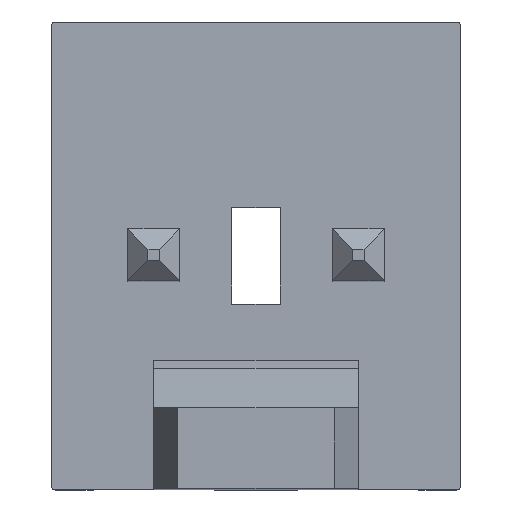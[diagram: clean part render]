
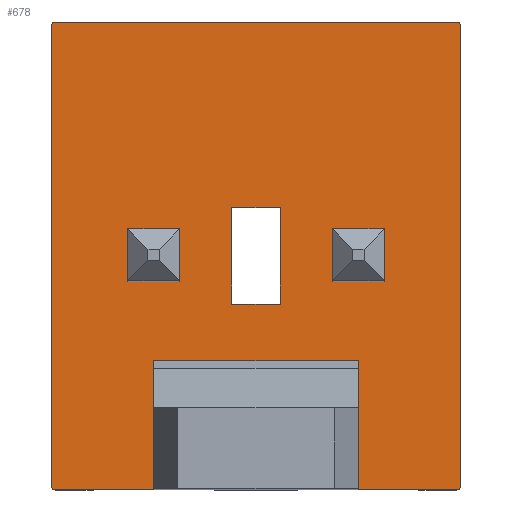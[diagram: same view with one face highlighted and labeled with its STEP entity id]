
A CAD part, top view. The second image highlights one B-rep face of the part: STEP entity #678.
In plain terms, the highlighted planar face has unit normal (0, 0, 1).
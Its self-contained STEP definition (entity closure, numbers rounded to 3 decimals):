
#147 = VERTEX_POINT('',#148);
#148 = CARTESIAN_POINT('',(3.76,-2.9,3.17));
#154 = EDGE_CURVE('',#155,#147,#157,.T.);
#155 = VERTEX_POINT('',#156);
#156 = CARTESIAN_POINT('',(2.54,-2.9,3.17));
#157 = LINE('',#158,#159);
#158 = CARTESIAN_POINT('',(-1.27,-2.9,3.17));
#159 = VECTOR('',#160,1.);
#160 = DIRECTION('',(1.,0.,0.));
#186 = VERTEX_POINT('',#187);
#187 = CARTESIAN_POINT('',(0.,-2.9,3.17));
#193 = EDGE_CURVE('',#194,#186,#196,.T.);
#194 = VERTEX_POINT('',#195);
#195 = CARTESIAN_POINT('',(-1.22,-2.9,3.17));
#196 = LINE('',#197,#198);
#197 = CARTESIAN_POINT('',(-1.27,-2.9,3.17));
#198 = VECTOR('',#199,1.);
#199 = DIRECTION('',(1.,0.,0.));
#659 = VERTEX_POINT('',#660);
#660 = CARTESIAN_POINT('',(3.81,-2.85,3.17));
#666 = EDGE_CURVE('',#147,#659,#667,.T.);
#667 = CIRCLE('',#668,0.05);
#668 = AXIS2_PLACEMENT_3D('',#669,#670,#671);
#669 = CARTESIAN_POINT('',(3.76,-2.85,3.17));
#670 = DIRECTION('',(-0.,0.,1.));
#671 = DIRECTION('',(0.,-1.,0.));
#678 = ADVANCED_FACE('',(#679,#755,#789,#823),#857,.F.);
#679 = FACE_BOUND('',#680,.F.);
#680 = EDGE_LOOP('',(#681,#682,#691,#699,#708,#716,#725,#731,#732,#733,
#741,#749));
#681 = ORIENTED_EDGE('',*,*,#193,.F.);
#682 = ORIENTED_EDGE('',*,*,#683,.T.);
#683 = EDGE_CURVE('',#194,#684,#686,.T.);
#684 = VERTEX_POINT('',#685);
#685 = CARTESIAN_POINT('',(-1.27,-2.85,3.17));
#686 = CIRCLE('',#687,0.05);
#687 = AXIS2_PLACEMENT_3D('',#688,#689,#690);
#688 = CARTESIAN_POINT('',(-1.22,-2.85,3.17));
#689 = DIRECTION('',(-0.,-0.,-1.));
#690 = DIRECTION('',(0.,-1.,0.));
#691 = ORIENTED_EDGE('',*,*,#692,.F.);
#692 = EDGE_CURVE('',#693,#684,#695,.T.);
#693 = VERTEX_POINT('',#694);
#694 = CARTESIAN_POINT('',(-1.27,2.85,3.17));
#695 = LINE('',#696,#697);
#696 = CARTESIAN_POINT('',(-1.27,2.9,3.17));
#697 = VECTOR('',#698,1.);
#698 = DIRECTION('',(0.,-1.,0.));
#699 = ORIENTED_EDGE('',*,*,#700,.F.);
#700 = EDGE_CURVE('',#701,#693,#703,.T.);
#701 = VERTEX_POINT('',#702);
#702 = CARTESIAN_POINT('',(-1.22,2.9,3.17));
#703 = CIRCLE('',#704,0.05);
#704 = AXIS2_PLACEMENT_3D('',#705,#706,#707);
#705 = CARTESIAN_POINT('',(-1.22,2.85,3.17));
#706 = DIRECTION('',(-0.,0.,1.));
#707 = DIRECTION('',(0.,-1.,0.));
#708 = ORIENTED_EDGE('',*,*,#709,.F.);
#709 = EDGE_CURVE('',#710,#701,#712,.T.);
#710 = VERTEX_POINT('',#711);
#711 = CARTESIAN_POINT('',(3.76,2.9,3.17));
#712 = LINE('',#713,#714);
#713 = CARTESIAN_POINT('',(3.81,2.9,3.17));
#714 = VECTOR('',#715,1.);
#715 = DIRECTION('',(-1.,0.,0.));
#716 = ORIENTED_EDGE('',*,*,#717,.F.);
#717 = EDGE_CURVE('',#718,#710,#720,.T.);
#718 = VERTEX_POINT('',#719);
#719 = CARTESIAN_POINT('',(3.81,2.85,3.17));
#720 = CIRCLE('',#721,0.05);
#721 = AXIS2_PLACEMENT_3D('',#722,#723,#724);
#722 = CARTESIAN_POINT('',(3.76,2.85,3.17));
#723 = DIRECTION('',(-0.,0.,1.));
#724 = DIRECTION('',(0.,-1.,0.));
#725 = ORIENTED_EDGE('',*,*,#726,.F.);
#726 = EDGE_CURVE('',#659,#718,#727,.T.);
#727 = LINE('',#728,#729);
#728 = CARTESIAN_POINT('',(3.81,-2.9,3.17));
#729 = VECTOR('',#730,1.);
#730 = DIRECTION('',(0.,1.,0.));
#731 = ORIENTED_EDGE('',*,*,#666,.F.);
#732 = ORIENTED_EDGE('',*,*,#154,.F.);
#733 = ORIENTED_EDGE('',*,*,#734,.F.);
#734 = EDGE_CURVE('',#735,#155,#737,.T.);
#735 = VERTEX_POINT('',#736);
#736 = CARTESIAN_POINT('',(2.54,-1.3,3.17));
#737 = LINE('',#738,#739);
#738 = CARTESIAN_POINT('',(2.54,-1.3,3.17));
#739 = VECTOR('',#740,1.);
#740 = DIRECTION('',(0.,-1.,0.));
#741 = ORIENTED_EDGE('',*,*,#742,.T.);
#742 = EDGE_CURVE('',#735,#743,#745,.T.);
#743 = VERTEX_POINT('',#744);
#744 = CARTESIAN_POINT('',(0.,-1.3,3.17));
#745 = LINE('',#746,#747);
#746 = CARTESIAN_POINT('',(1.27,-1.3,3.17));
#747 = VECTOR('',#748,1.);
#748 = DIRECTION('',(-1.,-0.,-0.));
#749 = ORIENTED_EDGE('',*,*,#750,.T.);
#750 = EDGE_CURVE('',#743,#186,#751,.T.);
#751 = LINE('',#752,#753);
#752 = CARTESIAN_POINT('',(0.,-1.3,3.17));
#753 = VECTOR('',#754,1.);
#754 = DIRECTION('',(-0.,-1.,-0.));
#755 = FACE_BOUND('',#756,.F.);
#756 = EDGE_LOOP('',(#757,#767,#775,#783));
#757 = ORIENTED_EDGE('',*,*,#758,.F.);
#758 = EDGE_CURVE('',#759,#761,#763,.T.);
#759 = VERTEX_POINT('',#760);
#760 = CARTESIAN_POINT('',(2.22,-0.32,3.17));
#761 = VERTEX_POINT('',#762);
#762 = CARTESIAN_POINT('',(2.22,0.32,3.17));
#763 = LINE('',#764,#765);
#764 = CARTESIAN_POINT('',(2.22,-1.61,3.17));
#765 = VECTOR('',#766,1.);
#766 = DIRECTION('',(0.,1.,0.));
#767 = ORIENTED_EDGE('',*,*,#768,.T.);
#768 = EDGE_CURVE('',#759,#769,#771,.T.);
#769 = VERTEX_POINT('',#770);
#770 = CARTESIAN_POINT('',(2.86,-0.32,3.17));
#771 = LINE('',#772,#773);
#772 = CARTESIAN_POINT('',(0.475,-0.32,3.17));
#773 = VECTOR('',#774,1.);
#774 = DIRECTION('',(1.,-0.,0.));
#775 = ORIENTED_EDGE('',*,*,#776,.T.);
#776 = EDGE_CURVE('',#769,#777,#779,.T.);
#777 = VERTEX_POINT('',#778);
#778 = CARTESIAN_POINT('',(2.86,0.32,3.17));
#779 = LINE('',#780,#781);
#780 = CARTESIAN_POINT('',(2.86,-1.61,3.17));
#781 = VECTOR('',#782,1.);
#782 = DIRECTION('',(0.,1.,0.));
#783 = ORIENTED_EDGE('',*,*,#784,.T.);
#784 = EDGE_CURVE('',#777,#761,#785,.T.);
#785 = LINE('',#786,#787);
#786 = CARTESIAN_POINT('',(0.475,0.32,3.17));
#787 = VECTOR('',#788,1.);
#788 = DIRECTION('',(-1.,-0.,-0.));
#789 = FACE_BOUND('',#790,.F.);
#790 = EDGE_LOOP('',(#791,#801,#809,#817));
#791 = ORIENTED_EDGE('',*,*,#792,.T.);
#792 = EDGE_CURVE('',#793,#795,#797,.T.);
#793 = VERTEX_POINT('',#794);
#794 = CARTESIAN_POINT('',(0.97,-0.6,3.17));
#795 = VERTEX_POINT('',#796);
#796 = CARTESIAN_POINT('',(1.57,-0.6,3.17));
#797 = LINE('',#798,#799);
#798 = CARTESIAN_POINT('',(0.97,-0.6,3.17));
#799 = VECTOR('',#800,1.);
#800 = DIRECTION('',(1.,0.,0.));
#801 = ORIENTED_EDGE('',*,*,#802,.T.);
#802 = EDGE_CURVE('',#795,#803,#805,.T.);
#803 = VERTEX_POINT('',#804);
#804 = CARTESIAN_POINT('',(1.57,0.6,3.17));
#805 = LINE('',#806,#807);
#806 = CARTESIAN_POINT('',(1.57,-0.6,3.17));
#807 = VECTOR('',#808,1.);
#808 = DIRECTION('',(0.,1.,0.));
#809 = ORIENTED_EDGE('',*,*,#810,.T.);
#810 = EDGE_CURVE('',#803,#811,#813,.T.);
#811 = VERTEX_POINT('',#812);
#812 = CARTESIAN_POINT('',(0.97,0.6,3.17));
#813 = LINE('',#814,#815);
#814 = CARTESIAN_POINT('',(1.57,0.6,3.17));
#815 = VECTOR('',#816,1.);
#816 = DIRECTION('',(-1.,0.,0.));
#817 = ORIENTED_EDGE('',*,*,#818,.T.);
#818 = EDGE_CURVE('',#811,#793,#819,.T.);
#819 = LINE('',#820,#821);
#820 = CARTESIAN_POINT('',(0.97,0.6,3.17));
#821 = VECTOR('',#822,1.);
#822 = DIRECTION('',(0.,-1.,0.));
#823 = FACE_BOUND('',#824,.F.);
#824 = EDGE_LOOP('',(#825,#835,#843,#851));
#825 = ORIENTED_EDGE('',*,*,#826,.T.);
#826 = EDGE_CURVE('',#827,#829,#831,.T.);
#827 = VERTEX_POINT('',#828);
#828 = CARTESIAN_POINT('',(-0.32,-0.32,3.17));
#829 = VERTEX_POINT('',#830);
#830 = CARTESIAN_POINT('',(0.32,-0.32,3.17));
#831 = LINE('',#832,#833);
#832 = CARTESIAN_POINT('',(-0.795,-0.32,3.17));
#833 = VECTOR('',#834,1.);
#834 = DIRECTION('',(1.,-0.,0.));
#835 = ORIENTED_EDGE('',*,*,#836,.T.);
#836 = EDGE_CURVE('',#829,#837,#839,.T.);
#837 = VERTEX_POINT('',#838);
#838 = CARTESIAN_POINT('',(0.32,0.32,3.17));
#839 = LINE('',#840,#841);
#840 = CARTESIAN_POINT('',(0.32,-1.61,3.17));
#841 = VECTOR('',#842,1.);
#842 = DIRECTION('',(0.,1.,0.));
#843 = ORIENTED_EDGE('',*,*,#844,.T.);
#844 = EDGE_CURVE('',#837,#845,#847,.T.);
#845 = VERTEX_POINT('',#846);
#846 = CARTESIAN_POINT('',(-0.32,0.32,3.17));
#847 = LINE('',#848,#849);
#848 = CARTESIAN_POINT('',(-0.795,0.32,3.17));
#849 = VECTOR('',#850,1.);
#850 = DIRECTION('',(-1.,-0.,-0.));
#851 = ORIENTED_EDGE('',*,*,#852,.F.);
#852 = EDGE_CURVE('',#827,#845,#853,.T.);
#853 = LINE('',#854,#855);
#854 = CARTESIAN_POINT('',(-0.32,-1.61,3.17));
#855 = VECTOR('',#856,1.);
#856 = DIRECTION('',(0.,1.,0.));
#857 = PLANE('',#858);
#858 = AXIS2_PLACEMENT_3D('',#859,#860,#861);
#859 = CARTESIAN_POINT('',(-1.27,-2.9,3.17));
#860 = DIRECTION('',(0.,0.,-1.));
#861 = DIRECTION('',(-1.,0.,0.));
